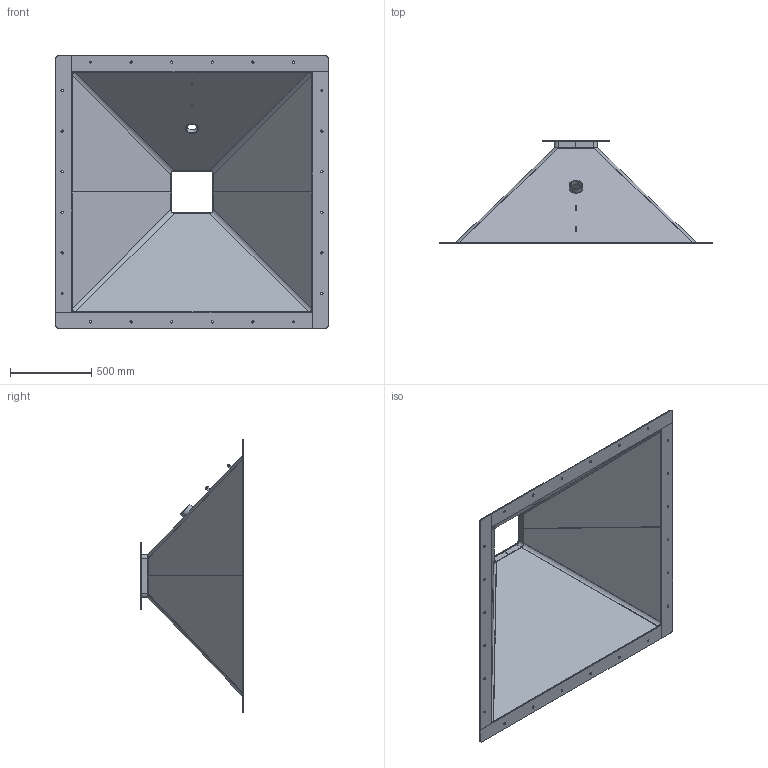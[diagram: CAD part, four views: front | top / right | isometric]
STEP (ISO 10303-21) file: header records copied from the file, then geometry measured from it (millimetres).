
FILE_DESCRIPTION (( 'STEP AP203' ), '1' );
FILE_NAME ('AWS-B-008968_REV_1.step', '2025-08-17T03:50:37', ( '' ), ( '' ), 'SwSTEP 2.0', 'SolidWorks 2024', '' );
FILE_SCHEMA (( 'CONFIG_CONTROL_DESIGN' ));
Length unit declared in the file: millimetre
Products named in the file (8): OEM-SSP26H-065 _Default<As Machined>; AWS-A-010330_Default<As Machined>; AWS-B-008968_REV_1; AWS-A-010332_Default<As Machined>; AWS-A-010331_Default<As Machined>; AWS-A-008969; AWS-A-008979; AWS-A-005112_Default<As Machined>
Assembly tree (12 placements, depth 2):
  AWS-B-008968_REV_1
    AWS-A-008969
    AWS-A-008979  x4
    OEM-SSP26H-065 _Default<As Machined>
    AWS-A-005112_Default<As Machined>  x2
    AWS-A-010331_Default<As Machined>  x2
    AWS-A-010330_Default<As Machined>
    AWS-A-010332_Default<As Machined>
Bounding box: 1678 x 635 x 1678 mm (x, y, z)
Volume: 13234319.1 mm3; surface area: 7511928.9 mm2
Topology: 12 solids, 12 shells, 246 faces, 602 edges, 380 vertices
Faces by surface type: plane 126, cylinder 104, bspline 16
Entity records: 5995 total; most frequent: CARTESIAN_POINT 1315, DIRECTION 759, ORIENTED_EDGE 750, EDGE_CURVE 375, AXIS2_PLACEMENT_3D 270, VERTEX_POINT 234, LINE 219, VECTOR 219
